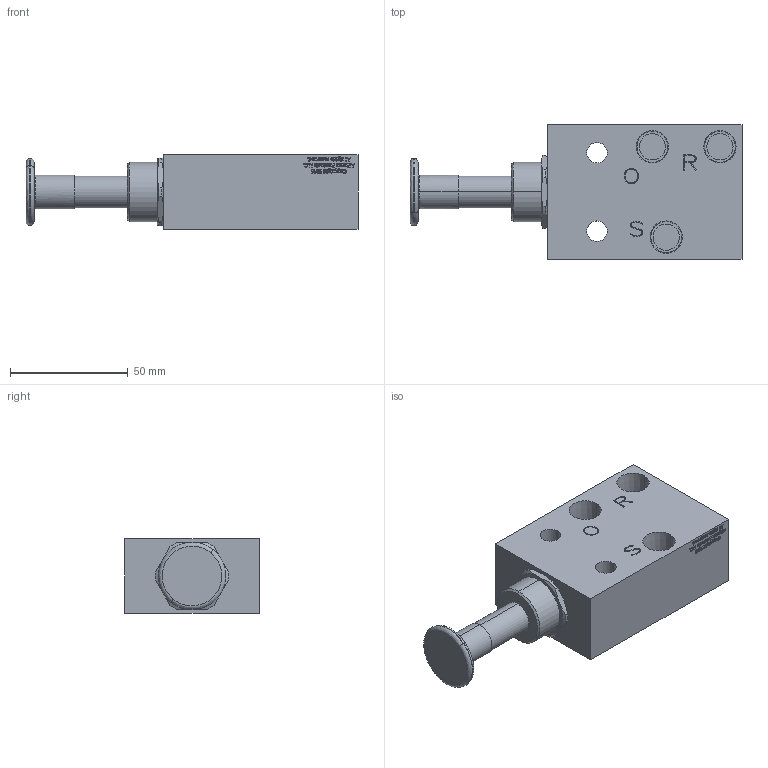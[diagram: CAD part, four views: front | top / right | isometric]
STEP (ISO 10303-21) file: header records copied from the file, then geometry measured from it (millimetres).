
FILE_DESCRIPTION (( 'STEP AP214' ), '1' );
FILE_NAME ('B2400-B48-VALVE-.25-NPT-3-WAY-PILOT-RESET-PP.STEP', '2021-07-30T13:15:55', ( '' ), ( '' ), 'SwSTEP 2.0', 'SolidWorks 2018', '' );
FILE_SCHEMA (( 'AUTOMOTIVE_DESIGN' ));
Length unit declared in the file: inch
Products named in the file (1): B2400-B48-VALVE-.25-NPT-3-WAY-PILOT-RESET-PP
Bounding box: 140.95 x 57.15 x 31.75 mm (x, y, z)
Volume: 157533.8 mm3; surface area: 25736.1 mm2
Topology: 1 solids, 1 shells, 1402 faces, 3709 edges, 2468 vertices
Faces by surface type: plane 772, bspline 586, cylinder 24, cone 20
Entity records: 86712 total; most frequent: CARTESIAN_POINT 37640, ORIENTED_EDGE 7418, DIRECTION 4239, EDGE_CURVE 3709, VERTEX_POINT 2468, LINE 2433, VECTOR 2433, EDGE_LOOP 1565
